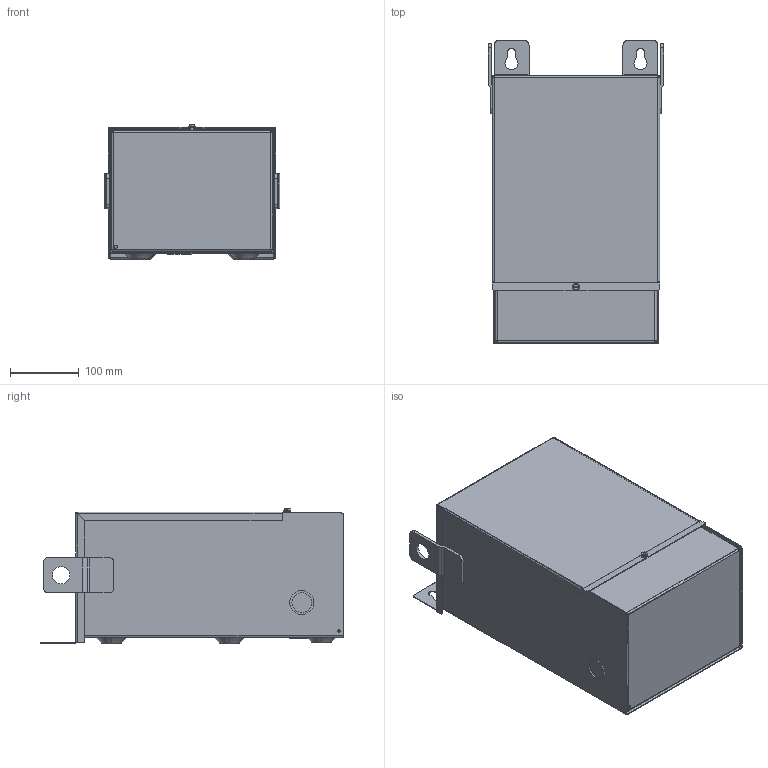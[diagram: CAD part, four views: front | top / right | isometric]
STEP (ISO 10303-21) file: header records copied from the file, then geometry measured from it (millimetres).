
FILE_DESCRIPTION (( 'STEP AP203' ), '1' );
FILE_NAME ('C1F005LES.step', '2020-03-24T14:42:53', ( '' ), ( '' ), 'SwSTEP 2.0', 'SolidWorks 2019', '' );
FILE_SCHEMA (( 'CONFIG_CONTROL_DESIGN' ));
Length unit declared in the file: inch
Products named in the file (1): C1F005LES
Bounding box: 255.15 x 439.36 x 196.14 mm (x, y, z)
Volume: 574981.5 mm3; surface area: 900859.4 mm2
Topology: 6 solids, 6 shells, 307 faces, 738 edges, 466 vertices
Faces by surface type: plane 148, cylinder 121, cone 26, bspline 12
Entity records: 9876 total; most frequent: CARTESIAN_POINT 2503, DIRECTION 1560, ORIENTED_EDGE 1476, EDGE_CURVE 738, AXIS2_PLACEMENT_3D 566, VERTEX_POINT 466, VECTOR 428, LINE 428
